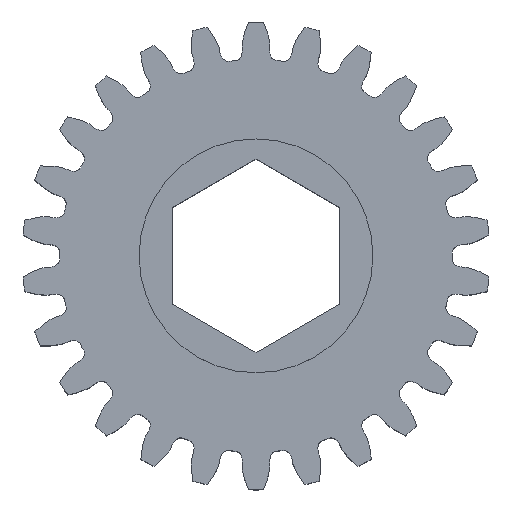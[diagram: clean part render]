
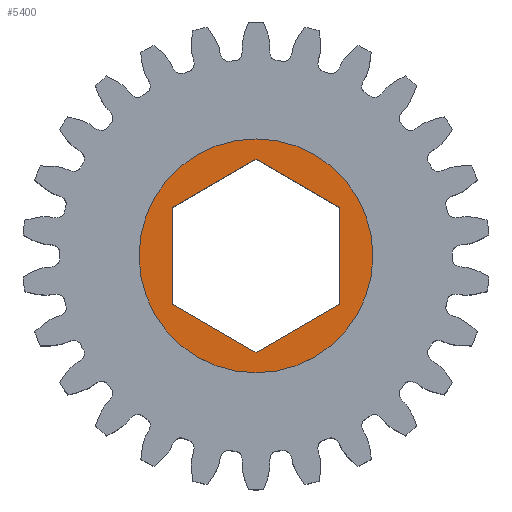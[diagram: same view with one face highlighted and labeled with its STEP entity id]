
A CAD part, top view. The second image highlights one B-rep face of the part: STEP entity #5400.
In plain terms, the highlighted planar face has unit normal (0, 0, 1).
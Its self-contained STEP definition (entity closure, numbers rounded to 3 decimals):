
#406 = LINE ( 'NONE', #10817, #3036 ) ;
#1044 = EDGE_LOOP ( 'NONE', ( #5694, #10404 ) ) ;
#1154 = VERTEX_POINT ( 'NONE', #2039 ) ;
#1237 = DIRECTION ( 'NONE',  ( 0., 1., 0. ) ) ;
#1249 = VECTOR ( 'NONE', #5535, 1000. ) ;
#1441 = VERTEX_POINT ( 'NONE', #8636 ) ;
#1558 = CARTESIAN_POINT ( 'NONE',  ( 0., 0., 6.3 ) ) ;
#1573 = DIRECTION ( 'NONE',  ( 0., -1., 0. ) ) ;
#1701 = ORIENTED_EDGE ( 'NONE', *, *, #3948, .T. ) ;
#2039 = CARTESIAN_POINT ( 'NONE',  ( -6.363, -3.674, 6.3 ) ) ;
#2211 = VECTOR ( 'NONE', #1573, 1000. ) ;
#2222 = FACE_BOUND ( 'NONE', #8606, .T. ) ;
#2292 = ORIENTED_EDGE ( 'NONE', *, *, #8307, .T. ) ;
#2304 = AXIS2_PLACEMENT_3D ( 'NONE', #9052, #5399, #4566 ) ;
#2332 = EDGE_CURVE ( 'NONE', #3221, #8729, #5503, .T. ) ;
#2539 = EDGE_CURVE ( 'NONE', #7352, #3106, #7280, .T. ) ;
#2693 = DIRECTION ( 'NONE',  ( 0., 0., -1. ) ) ;
#2747 = CIRCLE ( 'NONE', #2304, 8.89 ) ;
#2772 = VECTOR ( 'NONE', #4372, 1000. ) ;
#2845 = CARTESIAN_POINT ( 'NONE',  ( 0., 8.89, 6.3 ) ) ;
#2970 = CARTESIAN_POINT ( 'NONE',  ( 0., 0., 6.3 ) ) ;
#3036 = VECTOR ( 'NONE', #4232, 1000. ) ;
#3106 = VERTEX_POINT ( 'NONE', #2845 ) ;
#3193 = CARTESIAN_POINT ( 'NONE',  ( 6.363, 3.674, 6.3 ) ) ;
#3221 = VERTEX_POINT ( 'NONE', #6423 ) ;
#3307 = LINE ( 'NONE', #8198, #10053 ) ;
#3729 = FACE_OUTER_BOUND ( 'NONE', #1044, .T. ) ;
#3948 = EDGE_CURVE ( 'NONE', #9417, #5987, #5080, .T. ) ;
#4232 = DIRECTION ( 'NONE',  ( 0.866, -0.5, 0. ) ) ;
#4372 = DIRECTION ( 'NONE',  ( -0.866, 0.5, 0. ) ) ;
#4566 = DIRECTION ( 'NONE',  ( 0., 1., 0. ) ) ;
#5080 = LINE ( 'NONE', #5457, #1249 ) ;
#5093 = LINE ( 'NONE', #9508, #2772 ) ;
#5154 = ORIENTED_EDGE ( 'NONE', *, *, #6876, .T. ) ;
#5330 = CARTESIAN_POINT ( 'NONE',  ( -6.363, -3.674, 6.3 ) ) ;
#5399 = DIRECTION ( 'NONE',  ( 0., 0., -1. ) ) ;
#5400 = ADVANCED_FACE ( 'NONE', ( #2222, #3729 ), #9319, .F. ) ;
#5457 = CARTESIAN_POINT ( 'NONE',  ( -6.363, 3.674, 6.3 ) ) ;
#5503 = LINE ( 'NONE', #3193, #2211 ) ;
#5535 = DIRECTION ( 'NONE',  ( 0.866, 0.5, 0. ) ) ;
#5694 = ORIENTED_EDGE ( 'NONE', *, *, #2539, .F. ) ;
#5778 = LINE ( 'NONE', #5330, #10735 ) ;
#5987 = VERTEX_POINT ( 'NONE', #11000 ) ;
#6423 = CARTESIAN_POINT ( 'NONE',  ( 6.363, 3.674, 6.3 ) ) ;
#6573 = CARTESIAN_POINT ( 'NONE',  ( -6.363, 3.674, 6.3 ) ) ;
#6876 = EDGE_CURVE ( 'NONE', #1441, #1154, #5093, .T. ) ;
#7093 = ORIENTED_EDGE ( 'NONE', *, *, #7924, .T. ) ;
#7270 = DIRECTION ( 'NONE',  ( -0.866, -0.5, 0. ) ) ;
#7280 = CIRCLE ( 'NONE', #8567, 8.89 ) ;
#7352 = VERTEX_POINT ( 'NONE', #9659 ) ;
#7924 = EDGE_CURVE ( 'NONE', #5987, #3221, #406, .T. ) ;
#8198 = CARTESIAN_POINT ( 'NONE',  ( 6.363, -3.674, 6.3 ) ) ;
#8307 = EDGE_CURVE ( 'NONE', #1154, #9417, #5778, .T. ) ;
#8411 = DIRECTION ( 'NONE',  ( 0., 0., -1. ) ) ;
#8567 = AXIS2_PLACEMENT_3D ( 'NONE', #2970, #2693, #1237 ) ;
#8606 = EDGE_LOOP ( 'NONE', ( #2292, #1701, #7093, #11193, #9706, #5154 ) ) ;
#8636 = CARTESIAN_POINT ( 'NONE',  ( 0., -7.347, 6.3 ) ) ;
#8727 = DIRECTION ( 'NONE',  ( 0., 1., 0. ) ) ;
#8729 = VERTEX_POINT ( 'NONE', #10119 ) ;
#9052 = CARTESIAN_POINT ( 'NONE',  ( 0., 0., 6.3 ) ) ;
#9319 = PLANE ( 'NONE',  #10428 ) ;
#9417 = VERTEX_POINT ( 'NONE', #6573 ) ;
#9508 = CARTESIAN_POINT ( 'NONE',  ( 0., -7.347, 6.3 ) ) ;
#9659 = CARTESIAN_POINT ( 'NONE',  ( 0., -8.89, 6.3 ) ) ;
#9706 = ORIENTED_EDGE ( 'NONE', *, *, #9835, .T. ) ;
#9835 = EDGE_CURVE ( 'NONE', #8729, #1441, #3307, .T. ) ;
#10053 = VECTOR ( 'NONE', #7270, 1000. ) ;
#10119 = CARTESIAN_POINT ( 'NONE',  ( 6.363, -3.674, 6.3 ) ) ;
#10404 = ORIENTED_EDGE ( 'NONE', *, *, #11141, .F. ) ;
#10428 = AXIS2_PLACEMENT_3D ( 'NONE', #1558, #8411, #11116 ) ;
#10735 = VECTOR ( 'NONE', #8727, 1000. ) ;
#10817 = CARTESIAN_POINT ( 'NONE',  ( 0., 7.347, 6.3 ) ) ;
#11000 = CARTESIAN_POINT ( 'NONE',  ( 0., 7.347, 6.3 ) ) ;
#11116 = DIRECTION ( 'NONE',  ( 0., 1., 0. ) ) ;
#11141 = EDGE_CURVE ( 'NONE', #3106, #7352, #2747, .T. ) ;
#11193 = ORIENTED_EDGE ( 'NONE', *, *, #2332, .T. ) ;
